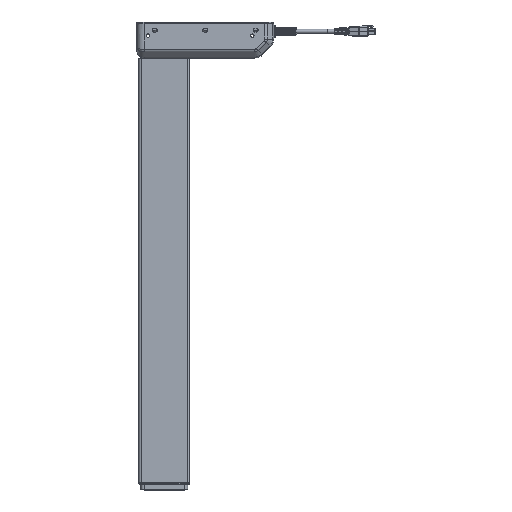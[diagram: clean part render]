
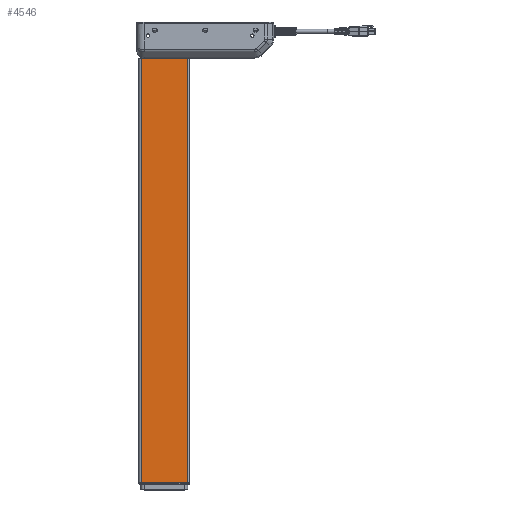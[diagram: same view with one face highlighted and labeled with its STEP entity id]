
A CAD part, top view. The second image highlights one B-rep face of the part: STEP entity #4546.
In plain terms, the highlighted face is planar.
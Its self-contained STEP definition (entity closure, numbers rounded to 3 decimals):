
#1128=CIRCLE('',#46942,12.5);
#4546=ADVANCED_FACE('',(#8633),#6540,.T.);
#6540=PLANE('',#46943);
#8633=FACE_OUTER_BOUND('',#11320,.T.);
#11320=EDGE_LOOP('',(#21585,#21586,#21587,#21588,#21589));
#21585=ORIENTED_EDGE('',*,*,#33669,.T.);
#21586=ORIENTED_EDGE('',*,*,#33670,.T.);
#21587=ORIENTED_EDGE('',*,*,#33671,.T.);
#21588=ORIENTED_EDGE('',*,*,#33672,.T.);
#21589=ORIENTED_EDGE('',*,*,#33673,.F.);
#28012=VERTEX_POINT('',#76246);
#28013=VERTEX_POINT('',#76247);
#28014=VERTEX_POINT('',#76249);
#28015=VERTEX_POINT('',#76251);
#28016=VERTEX_POINT('',#76253);
#33669=EDGE_CURVE('',#28012,#28013,#38776,.T.);
#33670=EDGE_CURVE('',#28013,#28014,#1128,.T.);
#33671=EDGE_CURVE('',#28014,#28015,#38777,.T.);
#33672=EDGE_CURVE('',#28015,#28016,#38778,.T.);
#33673=EDGE_CURVE('',#28012,#28016,#38779,.T.);
#38776=LINE('',#76245,#43349);
#38777=LINE('',#76250,#43350);
#38778=LINE('',#76252,#43351);
#38779=LINE('',#76254,#43352);
#43349=VECTOR('',#56369,1.);
#43350=VECTOR('',#56372,1.);
#43351=VECTOR('',#56373,1.);
#43352=VECTOR('',#56374,1.);
#46942=AXIS2_PLACEMENT_3D('',#76248,#56370,#56371);
#46943=AXIS2_PLACEMENT_3D('',#76255,#56375,#56376);
#56369=DIRECTION('',(0.,1.,0.));
#56370=DIRECTION('',(0.,0.,1.));
#56371=DIRECTION('',(0.,1.,0.));
#56372=DIRECTION('',(1.,0.,0.));
#56373=DIRECTION('',(0.,-1.,0.));
#56374=DIRECTION('',(1.,0.,0.));
#56375=DIRECTION('',(0.,0.,-1.));
#56376=DIRECTION('',(0.,1.,0.));
#76245=CARTESIAN_POINT('',(-32.,605.,-35.05));
#76246=CARTESIAN_POINT('',(-32.,10.,-35.05));
#76247=CARTESIAN_POINT('',(-32.,602.552,-35.05));
#76248=CARTESIAN_POINT('',(-23.398,611.622,-35.05));
#76249=CARTESIAN_POINT('',(-28.,600.,-35.05));
#76250=CARTESIAN_POINT('',(0.,600.,-35.05));
#76251=CARTESIAN_POINT('',(32.,600.,-35.05));
#76252=CARTESIAN_POINT('',(32.,10.,-35.05));
#76253=CARTESIAN_POINT('',(32.,10.,-35.05));
#76254=CARTESIAN_POINT('',(-35.,10.,-35.05));
#76255=CARTESIAN_POINT('',(-35.,10.,-35.05));
